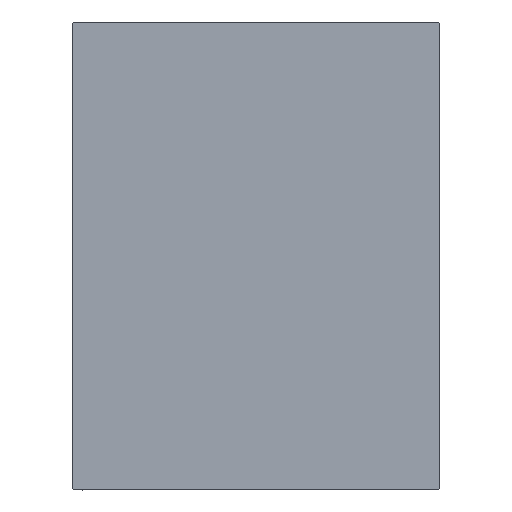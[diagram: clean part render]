
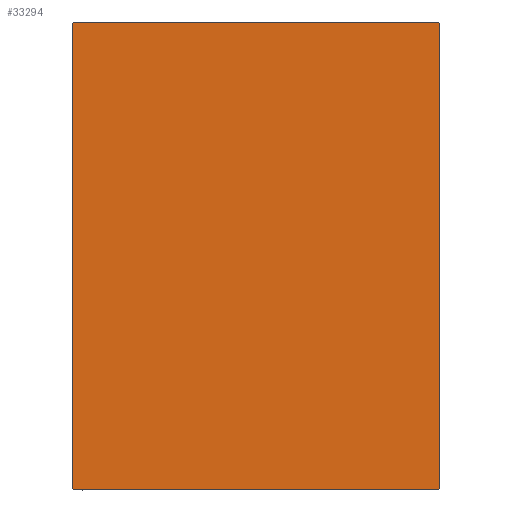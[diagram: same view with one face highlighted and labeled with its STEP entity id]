
A CAD part, left-side view. The second image highlights one B-rep face of the part: STEP entity #33294.
In plain terms, the highlighted face is planar.
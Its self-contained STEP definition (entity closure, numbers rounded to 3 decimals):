
#515 = LINE ( 'NONE', #16851, #20772 ) ;
#617 = CARTESIAN_POINT ( 'NONE',  ( 173., -55., 70. ) ) ;
#861 = LINE ( 'NONE', #27896, #39903 ) ;
#1175 = CARTESIAN_POINT ( 'NONE',  ( 173., 55., -70. ) ) ;
#1740 = CARTESIAN_POINT ( 'NONE',  ( 173., -62.35, -62.35 ) ) ;
#3036 = LINE ( 'NONE', #617, #17037 ) ;
#3601 = VERTEX_POINT ( 'NONE', #12206 ) ;
#3693 = CARTESIAN_POINT ( 'NONE',  ( 173., -55., 69.7 ) ) ;
#4137 = CARTESIAN_POINT ( 'NONE',  ( 173., -54.7, -70. ) ) ;
#5907 = VECTOR ( 'NONE', #35163, 1000. ) ;
#5991 = CARTESIAN_POINT ( 'NONE',  ( 173., -54.7, 70. ) ) ;
#6520 = EDGE_CURVE ( 'NONE', #8211, #42906, #31832, .T. ) ;
#6586 = PLANE ( 'NONE',  #21457 ) ;
#6960 = DIRECTION ( 'NONE',  ( 0., 0., -1. ) ) ;
#7058 = EDGE_CURVE ( 'NONE', #42906, #3601, #8996, .T. ) ;
#7217 = FACE_OUTER_BOUND ( 'NONE', #35423, .T. ) ;
#7295 = CARTESIAN_POINT ( 'NONE',  ( 173., 55., -69.7 ) ) ;
#8211 = VERTEX_POINT ( 'NONE', #19354 ) ;
#8463 = DIRECTION ( 'NONE',  ( 0., 0.707, 0.707 ) ) ;
#8996 = LINE ( 'NONE', #22286, #15372 ) ;
#9737 = CARTESIAN_POINT ( 'NONE',  ( 173., 54.7, 70. ) ) ;
#12206 = CARTESIAN_POINT ( 'NONE',  ( 173., 54.7, -70. ) ) ;
#12964 = ORIENTED_EDGE ( 'NONE', *, *, #6520, .T. ) ;
#13394 = ORIENTED_EDGE ( 'NONE', *, *, #13848, .T. ) ;
#13431 = DIRECTION ( 'NONE',  ( 0., -0.707, 0.707 ) ) ;
#13532 = DIRECTION ( 'NONE',  ( 0., 0., -1. ) ) ;
#13848 = EDGE_CURVE ( 'NONE', #30936, #17353, #861, .T. ) ;
#14082 = ORIENTED_EDGE ( 'NONE', *, *, #32421, .T. ) ;
#14721 = ORIENTED_EDGE ( 'NONE', *, *, #32991, .T. ) ;
#15372 = VECTOR ( 'NONE', #35567, 1000. ) ;
#15671 = VECTOR ( 'NONE', #13431, 1000. ) ;
#16591 = DIRECTION ( 'NONE',  ( 1., 0., 0. ) ) ;
#16708 = ORIENTED_EDGE ( 'NONE', *, *, #20114, .T. ) ;
#16851 = CARTESIAN_POINT ( 'NONE',  ( 173., -62.35, 62.35 ) ) ;
#17037 = VECTOR ( 'NONE', #6960, 1000. ) ;
#17353 = VERTEX_POINT ( 'NONE', #5991 ) ;
#18913 = EDGE_CURVE ( 'NONE', #39307, #8211, #3036, .T. ) ;
#19354 = CARTESIAN_POINT ( 'NONE',  ( 173., -55., -69.7 ) ) ;
#19885 = ORIENTED_EDGE ( 'NONE', *, *, #7058, .T. ) ;
#20114 = EDGE_CURVE ( 'NONE', #36408, #30936, #20612, .T. ) ;
#20612 = LINE ( 'NONE', #40466, #15671 ) ;
#20772 = VECTOR ( 'NONE', #23820, 1000. ) ;
#21457 = AXIS2_PLACEMENT_3D ( 'NONE', #33174, #16591, #13532 ) ;
#22266 = ORIENTED_EDGE ( 'NONE', *, *, #23209, .T. ) ;
#22286 = CARTESIAN_POINT ( 'NONE',  ( 173., -55., -70. ) ) ;
#23133 = VERTEX_POINT ( 'NONE', #7295 ) ;
#23209 = EDGE_CURVE ( 'NONE', #23133, #36408, #41741, .T. ) ;
#23820 = DIRECTION ( 'NONE',  ( 0., -0.707, -0.707 ) ) ;
#23960 = DIRECTION ( 'NONE',  ( 0., -1., 0. ) ) ;
#27896 = CARTESIAN_POINT ( 'NONE',  ( 173., 55., 70. ) ) ;
#30936 = VERTEX_POINT ( 'NONE', #9737 ) ;
#31181 = VECTOR ( 'NONE', #8463, 1000. ) ;
#31832 = LINE ( 'NONE', #1740, #32065 ) ;
#32065 = VECTOR ( 'NONE', #42078, 1000. ) ;
#32421 = EDGE_CURVE ( 'NONE', #3601, #23133, #35022, .T. ) ;
#32991 = EDGE_CURVE ( 'NONE', #17353, #39307, #515, .T. ) ;
#33174 = CARTESIAN_POINT ( 'NONE',  ( 173., 0., 0. ) ) ;
#33294 = ADVANCED_FACE ( 'NONE', ( #7217 ), #6586, .T. ) ;
#35022 = LINE ( 'NONE', #35243, #31181 ) ;
#35163 = DIRECTION ( 'NONE',  ( 0., 0., 1. ) ) ;
#35243 = CARTESIAN_POINT ( 'NONE',  ( 173., 62.35, -62.35 ) ) ;
#35423 = EDGE_LOOP ( 'NONE', ( #19885, #14082, #22266, #16708, #13394, #14721, #42396, #12964 ) ) ;
#35567 = DIRECTION ( 'NONE',  ( 0., 1., 0. ) ) ;
#36408 = VERTEX_POINT ( 'NONE', #40823 ) ;
#39307 = VERTEX_POINT ( 'NONE', #3693 ) ;
#39903 = VECTOR ( 'NONE', #23960, 1000. ) ;
#40466 = CARTESIAN_POINT ( 'NONE',  ( 173., 62.35, 62.35 ) ) ;
#40823 = CARTESIAN_POINT ( 'NONE',  ( 173., 55., 69.7 ) ) ;
#41741 = LINE ( 'NONE', #1175, #5907 ) ;
#42078 = DIRECTION ( 'NONE',  ( 0., 0.707, -0.707 ) ) ;
#42396 = ORIENTED_EDGE ( 'NONE', *, *, #18913, .T. ) ;
#42906 = VERTEX_POINT ( 'NONE', #4137 ) ;
